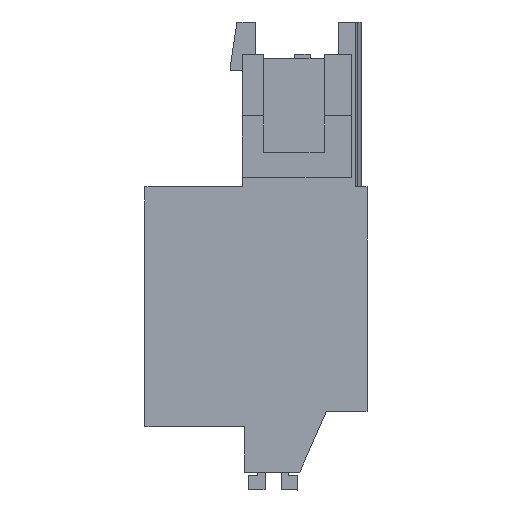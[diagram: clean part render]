
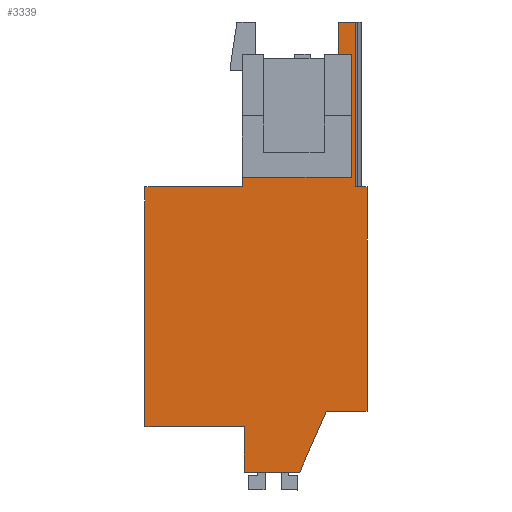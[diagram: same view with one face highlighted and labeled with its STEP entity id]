
A CAD part, left-side view. The second image highlights one B-rep face of the part: STEP entity #3339.
In plain terms, the highlighted planar face has unit normal (-1, 0, 0).
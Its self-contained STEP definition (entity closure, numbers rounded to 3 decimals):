
#3239=AXIS2_PLACEMENT_3D('Plane Axis2P3D',#3236,#3237,#3238) ;
#129=CARTESIAN_POINT('Vertex',(0.975,7.85,4.043)) ;
#379=CARTESIAN_POINT('Vertex',(0.975,7.85,1.143)) ;
#382=CARTESIAN_POINT('Line Origine',(0.975,7.85,2.593)) ;
#515=CARTESIAN_POINT('Vertex',(0.975,0.,5.043)) ;
#518=CARTESIAN_POINT('Line Origine',(0.975,1.3,5.043)) ;
#522=CARTESIAN_POINT('Vertex',(0.975,2.6,5.043)) ;
#1422=CARTESIAN_POINT('Vertex',(0.975,14.2,4.043)) ;
#1430=CARTESIAN_POINT('Line Origine',(0.975,11.025,4.043)) ;
#3221=CARTESIAN_POINT('Vertex',(0.975,4.3,1.143)) ;
#3224=CARTESIAN_POINT('Line Origine',(0.975,6.075,1.143)) ;
#3236=CARTESIAN_POINT('Axis2P3D Location',(0.975,6.8,19.383)) ;
#3241=CARTESIAN_POINT('Line Origine',(0.975,0.361,19.383)) ;
#3245=CARTESIAN_POINT('Vertex',(0.975,0.,19.383)) ;
#3247=CARTESIAN_POINT('Vertex',(0.975,0.723,19.383)) ;
#3250=CARTESIAN_POINT('Line Origine',(0.975,0.723,24.658)) ;
#3254=CARTESIAN_POINT('Vertex',(0.975,0.723,29.933)) ;
#3257=CARTESIAN_POINT('Line Origine',(0.975,1.285,29.933)) ;
#3261=CARTESIAN_POINT('Vertex',(0.975,1.848,29.933)) ;
#3264=CARTESIAN_POINT('Line Origine',(0.975,1.848,28.63)) ;
#3268=CARTESIAN_POINT('Vertex',(0.975,1.848,27.328)) ;
#3271=CARTESIAN_POINT('Line Origine',(0.975,1.423,27.328)) ;
#3275=CARTESIAN_POINT('Vertex',(0.975,0.998,27.328)) ;
#3278=CARTESIAN_POINT('Line Origine',(0.975,0.998,23.933)) ;
#3282=CARTESIAN_POINT('Vertex',(0.975,0.998,20.538)) ;
#3285=CARTESIAN_POINT('Line Origine',(0.975,4.483,20.538)) ;
#3289=CARTESIAN_POINT('Vertex',(0.975,7.968,20.538)) ;
#3292=CARTESIAN_POINT('Line Origine',(0.975,7.968,19.96)) ;
#3296=CARTESIAN_POINT('Vertex',(0.975,7.968,19.383)) ;
#3299=CARTESIAN_POINT('Line Origine',(0.975,11.084,19.383)) ;
#3303=CARTESIAN_POINT('Vertex',(0.975,14.2,19.383)) ;
#3306=CARTESIAN_POINT('Line Origine',(0.975,14.2,11.713)) ;
#3311=CARTESIAN_POINT('Line Origine',(0.975,3.45,3.093)) ;
#3316=CARTESIAN_POINT('Line Origine',(0.975,0.,12.213)) ;
#383=DIRECTION('Vector Direction',(0.,0.,-1.)) ;
#519=DIRECTION('Vector Direction',(0.,-1.,0.)) ;
#1431=DIRECTION('Vector Direction',(0.,-1.,0.)) ;
#3225=DIRECTION('Vector Direction',(0.,-1.,0.)) ;
#3237=DIRECTION('Axis2P3D Direction',(-1.,0.,0.)) ;
#3238=DIRECTION('Axis2P3D XDirection',(0.,1.,0.)) ;
#3242=DIRECTION('Vector Direction',(0.,1.,0.)) ;
#3251=DIRECTION('Vector Direction',(0.,0.,-1.)) ;
#3258=DIRECTION('Vector Direction',(0.,1.,0.)) ;
#3265=DIRECTION('Vector Direction',(0.,0.,1.)) ;
#3272=DIRECTION('Vector Direction',(0.,-1.,0.)) ;
#3279=DIRECTION('Vector Direction',(0.,0.,1.)) ;
#3286=DIRECTION('Vector Direction',(0.,1.,0.)) ;
#3293=DIRECTION('Vector Direction',(0.,0.,-1.)) ;
#3300=DIRECTION('Vector Direction',(0.,1.,0.)) ;
#3307=DIRECTION('Vector Direction',(0.,0.,-1.)) ;
#3312=DIRECTION('Vector Direction',(0.,-0.4,0.917)) ;
#3317=DIRECTION('Vector Direction',(0.,0.,1.)) ;
#384=VECTOR('Line Direction',#383,1.) ;
#520=VECTOR('Line Direction',#519,1.) ;
#1432=VECTOR('Line Direction',#1431,1.) ;
#3226=VECTOR('Line Direction',#3225,1.) ;
#3243=VECTOR('Line Direction',#3242,1.) ;
#3252=VECTOR('Line Direction',#3251,1.) ;
#3259=VECTOR('Line Direction',#3258,1.) ;
#3266=VECTOR('Line Direction',#3265,1.) ;
#3273=VECTOR('Line Direction',#3272,1.) ;
#3280=VECTOR('Line Direction',#3279,1.) ;
#3287=VECTOR('Line Direction',#3286,1.) ;
#3294=VECTOR('Line Direction',#3293,1.) ;
#3301=VECTOR('Line Direction',#3300,1.) ;
#3308=VECTOR('Line Direction',#3307,1.) ;
#3313=VECTOR('Line Direction',#3312,1.) ;
#3318=VECTOR('Line Direction',#3317,1.) ;
#3322=ORIENTED_EDGE('',*,*,#3249,.T.) ;
#3323=ORIENTED_EDGE('',*,*,#3256,.F.) ;
#3324=ORIENTED_EDGE('',*,*,#3263,.T.) ;
#3325=ORIENTED_EDGE('',*,*,#3270,.T.) ;
#3326=ORIENTED_EDGE('',*,*,#3277,.T.) ;
#3327=ORIENTED_EDGE('',*,*,#3284,.T.) ;
#3328=ORIENTED_EDGE('',*,*,#3291,.T.) ;
#3329=ORIENTED_EDGE('',*,*,#3298,.F.) ;
#3330=ORIENTED_EDGE('',*,*,#3305,.T.) ;
#3331=ORIENTED_EDGE('',*,*,#3310,.T.) ;
#3332=ORIENTED_EDGE('',*,*,#1434,.T.) ;
#3333=ORIENTED_EDGE('',*,*,#386,.T.) ;
#3334=ORIENTED_EDGE('',*,*,#3228,.T.) ;
#3335=ORIENTED_EDGE('',*,*,#3315,.T.) ;
#3336=ORIENTED_EDGE('',*,*,#524,.T.) ;
#3337=ORIENTED_EDGE('',*,*,#3320,.T.) ;
#3339=ADVANCED_FACE('HOUSING',(#3338),#3240,.T.) ;
#386=EDGE_CURVE('',#130,#380,#385,.T.) ;
#524=EDGE_CURVE('',#523,#516,#521,.T.) ;
#1434=EDGE_CURVE('',#1423,#130,#1433,.T.) ;
#3228=EDGE_CURVE('',#380,#3222,#3227,.T.) ;
#3249=EDGE_CURVE('',#3246,#3248,#3244,.T.) ;
#3256=EDGE_CURVE('',#3255,#3248,#3253,.T.) ;
#3263=EDGE_CURVE('',#3255,#3262,#3260,.T.) ;
#3270=EDGE_CURVE('',#3262,#3269,#3267,.F.) ;
#3277=EDGE_CURVE('',#3269,#3276,#3274,.T.) ;
#3284=EDGE_CURVE('',#3276,#3283,#3281,.F.) ;
#3291=EDGE_CURVE('',#3283,#3290,#3288,.T.) ;
#3298=EDGE_CURVE('',#3297,#3290,#3295,.F.) ;
#3305=EDGE_CURVE('',#3297,#3304,#3302,.T.) ;
#3310=EDGE_CURVE('',#3304,#1423,#3309,.T.) ;
#3315=EDGE_CURVE('',#3222,#523,#3314,.T.) ;
#3320=EDGE_CURVE('',#516,#3246,#3319,.T.) ;
#3321=EDGE_LOOP('',(#3322,#3323,#3324,#3325,#3326,#3327,#3328,#3329,#3330,#3331,#3332,#3333,#3334,#3335,#3336,#3337)) ;
#3338=FACE_OUTER_BOUND('',#3321,.T.) ;
#385=LINE('Line',#382,#384) ;
#521=LINE('Line',#518,#520) ;
#1433=LINE('Line',#1430,#1432) ;
#3227=LINE('Line',#3224,#3226) ;
#3244=LINE('Line',#3241,#3243) ;
#3253=LINE('Line',#3250,#3252) ;
#3260=LINE('Line',#3257,#3259) ;
#3267=LINE('Line',#3264,#3266) ;
#3274=LINE('Line',#3271,#3273) ;
#3281=LINE('Line',#3278,#3280) ;
#3288=LINE('Line',#3285,#3287) ;
#3295=LINE('Line',#3292,#3294) ;
#3302=LINE('Line',#3299,#3301) ;
#3309=LINE('Line',#3306,#3308) ;
#3314=LINE('Line',#3311,#3313) ;
#3319=LINE('Line',#3316,#3318) ;
#3240=PLANE('',#3239) ;
#130=VERTEX_POINT('',#129) ;
#380=VERTEX_POINT('',#379) ;
#516=VERTEX_POINT('',#515) ;
#523=VERTEX_POINT('',#522) ;
#1423=VERTEX_POINT('',#1422) ;
#3222=VERTEX_POINT('',#3221) ;
#3246=VERTEX_POINT('',#3245) ;
#3248=VERTEX_POINT('',#3247) ;
#3255=VERTEX_POINT('',#3254) ;
#3262=VERTEX_POINT('',#3261) ;
#3269=VERTEX_POINT('',#3268) ;
#3276=VERTEX_POINT('',#3275) ;
#3283=VERTEX_POINT('',#3282) ;
#3290=VERTEX_POINT('',#3289) ;
#3297=VERTEX_POINT('',#3296) ;
#3304=VERTEX_POINT('',#3303) ;
